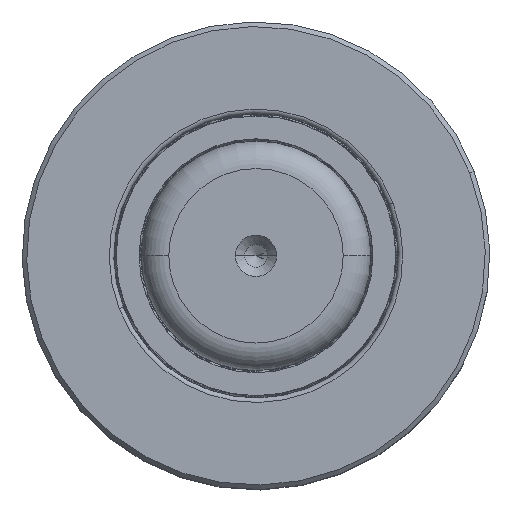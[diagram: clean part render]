
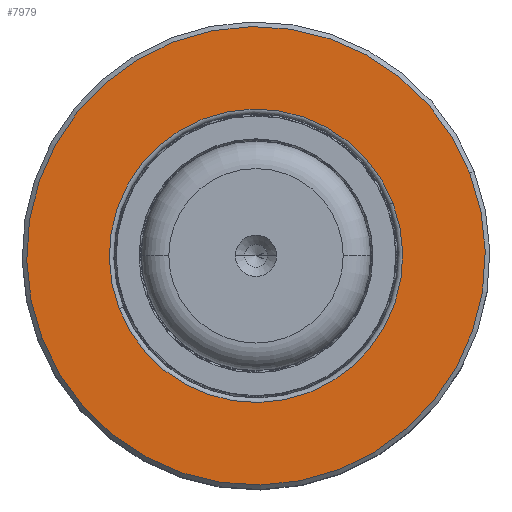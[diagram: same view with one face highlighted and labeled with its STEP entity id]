
A CAD part, top view. The second image highlights one B-rep face of the part: STEP entity #7979.
In plain terms, the highlighted face is planar.
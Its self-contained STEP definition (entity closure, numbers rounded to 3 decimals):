
#393 = EDGE_CURVE ( 'NONE', #35664, #32224, #46119, .T. ) ;
#950 = ORIENTED_EDGE ( 'NONE', *, *, #21076, .T. ) ;
#1283 = CARTESIAN_POINT ( 'NONE',  ( 0., 15.687, 0. ) ) ;
#2126 = PLANE ( 'NONE',  #50286 ) ;
#3389 = VERTEX_POINT ( 'NONE', #29030 ) ;
#4063 = CARTESIAN_POINT ( 'NONE',  ( 0., 15.687, 0. ) ) ;
#5654 = AXIS2_PLACEMENT_3D ( 'NONE', #22929, #46315, #42220 ) ;
#5955 = DIRECTION ( 'NONE',  ( 0., 0., 1. ) ) ;
#7979 = ADVANCED_FACE ( 'NONE', ( #17244, #28948 ), #2126, .T. ) ;
#9055 = CARTESIAN_POINT ( 'NONE',  ( 0., 15.687, -16. ) ) ;
#12838 = DIRECTION ( 'NONE',  ( 0., -1., 0. ) ) ;
#15459 = DIRECTION ( 'NONE',  ( 0., -1., 0. ) ) ;
#17244 = FACE_BOUND ( 'NONE', #50346, .T. ) ;
#19885 = CIRCLE ( 'NONE', #5654, 25. ) ;
#20513 = CIRCLE ( 'NONE', #24315, 25. ) ;
#20616 = VERTEX_POINT ( 'NONE', #32906 ) ;
#21076 = EDGE_CURVE ( 'NONE', #32224, #35664, #37313, .T. ) ;
#21176 = DIRECTION ( 'NONE',  ( 0., 1., 0. ) ) ;
#22468 = ORIENTED_EDGE ( 'NONE', *, *, #37265, .F. ) ;
#22929 = CARTESIAN_POINT ( 'NONE',  ( 0., 15.687, 0. ) ) ;
#23570 = DIRECTION ( 'NONE',  ( 0., 0., -1. ) ) ;
#23908 = CARTESIAN_POINT ( 'NONE',  ( 0., 15.687, 0. ) ) ;
#24315 = AXIS2_PLACEMENT_3D ( 'NONE', #4063, #15459, #35465 ) ;
#26847 = ORIENTED_EDGE ( 'NONE', *, *, #393, .T. ) ;
#28948 = FACE_OUTER_BOUND ( 'NONE', #41208, .T. ) ;
#29030 = CARTESIAN_POINT ( 'NONE',  ( 0., 15.687, -25. ) ) ;
#32224 = VERTEX_POINT ( 'NONE', #9055 ) ;
#32906 = CARTESIAN_POINT ( 'NONE',  ( 0., 15.687, 25. ) ) ;
#33400 = AXIS2_PLACEMENT_3D ( 'NONE', #1283, #12838, #40950 ) ;
#35465 = DIRECTION ( 'NONE',  ( 0., 0., -1. ) ) ;
#35664 = VERTEX_POINT ( 'NONE', #40457 ) ;
#35916 = ORIENTED_EDGE ( 'NONE', *, *, #46769, .F. ) ;
#35981 = AXIS2_PLACEMENT_3D ( 'NONE', #23908, #39768, #23570 ) ;
#37265 = EDGE_CURVE ( 'NONE', #20616, #3389, #19885, .T. ) ;
#37313 = CIRCLE ( 'NONE', #35981, 16. ) ;
#39768 = DIRECTION ( 'NONE',  ( 0., -1., 0. ) ) ;
#40457 = CARTESIAN_POINT ( 'NONE',  ( 0., 15.687, 16. ) ) ;
#40950 = DIRECTION ( 'NONE',  ( 0., 0., -1. ) ) ;
#41208 = EDGE_LOOP ( 'NONE', ( #35916, #22468 ) ) ;
#42220 = DIRECTION ( 'NONE',  ( 0., 0., -1. ) ) ;
#46119 = CIRCLE ( 'NONE', #33400, 16. ) ;
#46315 = DIRECTION ( 'NONE',  ( 0., -1., 0. ) ) ;
#46769 = EDGE_CURVE ( 'NONE', #3389, #20616, #20513, .T. ) ;
#49362 = CARTESIAN_POINT ( 'NONE',  ( 25., 15.687, 0. ) ) ;
#50286 = AXIS2_PLACEMENT_3D ( 'NONE', #49362, #21176, #5955 ) ;
#50346 = EDGE_LOOP ( 'NONE', ( #950, #26847 ) ) ;
